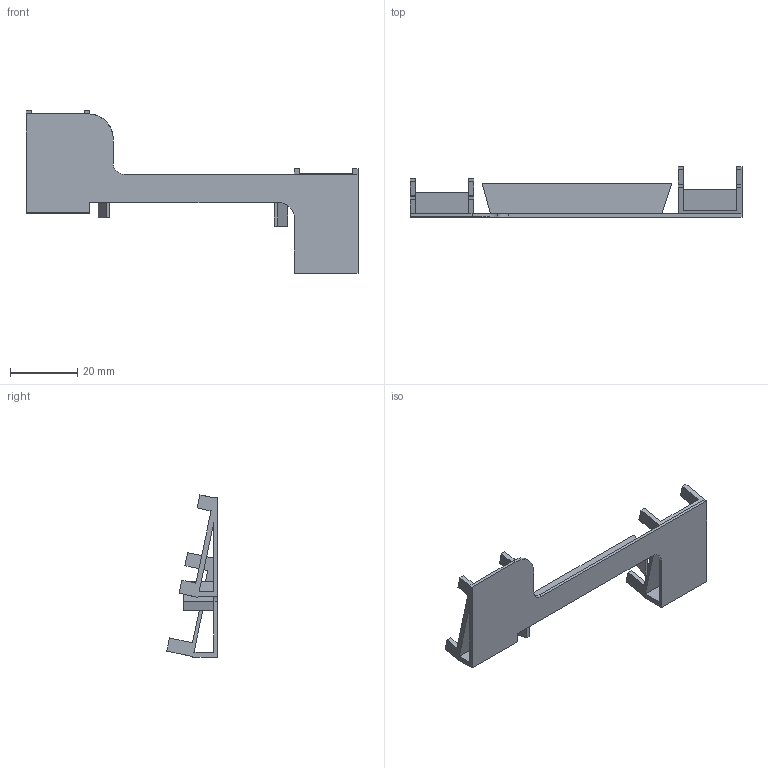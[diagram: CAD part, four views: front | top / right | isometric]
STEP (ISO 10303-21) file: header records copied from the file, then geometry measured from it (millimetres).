
FILE_DESCRIPTION(/* description */ (''),/* implementation_level */ '2;1');
FILE_NAME(/* name */ 'Gun_Mouse.step',/* time_stamp */ '2020-06-24T10:26:29+03:00',/* author */ (''),/* organization */ (''),/* preprocessor_version */ 'ST-DEVELOPER v18.1',/* originating_system */ 'Autodesk Translation Framework v9.3.0.1241',/* authorisation */ '');
FILE_SCHEMA (('AUTOMOTIVE_DESIGN { 1 0 10303 214 3 1 1 }'));
Length unit declared in the file: millimetre
Products named in the file (1): Untitled
Bounding box: 98.99 x 15.06 x 48.39 mm (x, y, z)
Volume: 4640.5 mm3; surface area: 7818.5 mm2
Topology: 1 solids, 1 shells, 67 faces, 194 edges, 127 vertices
Faces by surface type: plane 64, cylinder 3
Entity records: 2200 total; most frequent: CARTESIAN_POINT 389, ORIENTED_EDGE 388, DIRECTION 337, EDGE_CURVE 194, LINE 187, VECTOR 187, VERTEX_POINT 127, AXIS2_PLACEMENT_3D 75
